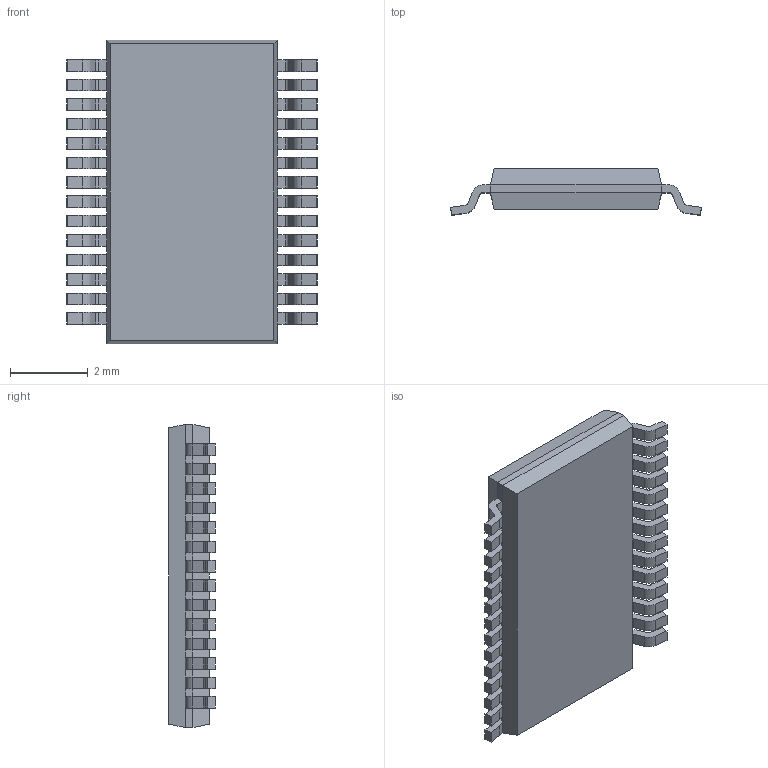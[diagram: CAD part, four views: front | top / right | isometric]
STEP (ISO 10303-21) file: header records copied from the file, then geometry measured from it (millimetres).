
FILE_DESCRIPTION (( 'STEP AP214' ), '1' );
FILE_NAME ('3D0DEB66-2ED8-47DB-8F44-FDE0372C86FF.STEP', '2008-11-17T12:46:56', ( 'sysAdmin' ), ( 'SolidWorks' ), 'SwSTEP 2.0', 'SolidWorks 2009', '' );
FILE_SCHEMA (( 'AUTOMOTIVE_DESIGN' ));
Length unit declared in the file: millimetre
Products named in the file (1): 3D0DEB66-2ED8-47DB-8F44-FDE0372C86FF
Bounding box: 6.46 x 1.2 x 7.8 mm (x, y, z)
Volume: 37.3 mm3; surface area: 126.9 mm2
Topology: 1 solids, 1 shells, 409 faces, 1098 edges, 692 vertices
Faces by surface type: plane 295, cylinder 114
Entity records: 17102 total; most frequent: CARTESIAN_POINT 2200, ORIENTED_EDGE 2196, DIRECTION 2146, EDGE_CURVE 1098, VECTOR 870, LINE 870, VERTEX_POINT 692, AXIS2_PLACEMENT_3D 638
